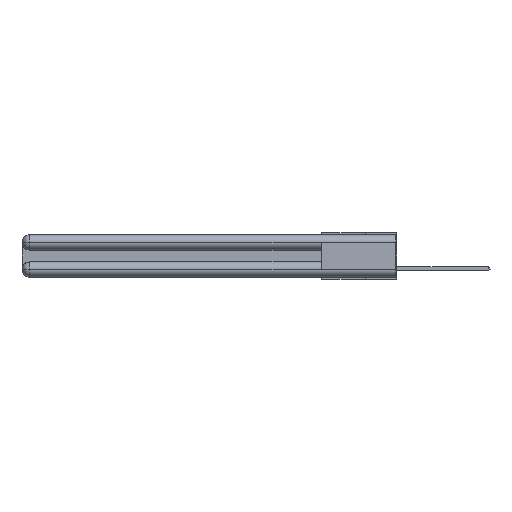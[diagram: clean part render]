
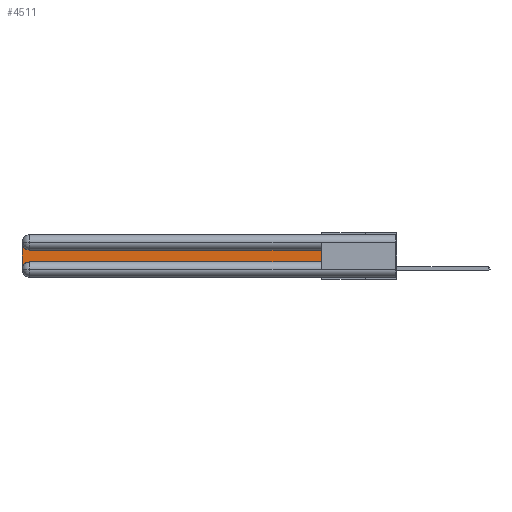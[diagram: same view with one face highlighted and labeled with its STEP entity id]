
A CAD part, left-side view. The second image highlights one B-rep face of the part: STEP entity #4511.
In plain terms, the highlighted planar face has unit normal (-1, 0, 0).
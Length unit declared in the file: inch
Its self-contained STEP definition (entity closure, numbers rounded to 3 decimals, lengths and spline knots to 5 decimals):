
#635 = CIRCLE ( 'NONE', #12214, 0.06 ) ;
#1214 = EDGE_CURVE ( 'NONE', #13532, #28895, #13275, .T. ) ;
#3202 = AXIS2_PLACEMENT_3D ( 'NONE', #9924, #10028, #4861 ) ;
#3434 = DIRECTION ( 'NONE',  ( 1., 0., 0. ) ) ;
#3636 = EDGE_CURVE ( 'NONE', #12393, #13532, #21167, .T. ) ;
#3872 = CIRCLE ( 'NONE', #24202, 0.06 ) ;
#4356 = EDGE_CURVE ( 'NONE', #11035, #4538, #24774, .T. ) ;
#4511 = ADVANCED_FACE ( 'NONE', ( #8200 ), #6792, .F. ) ;
#4538 = VERTEX_POINT ( 'NONE', #9717 ) ;
#4713 = EDGE_LOOP ( 'NONE', ( #11555, #11474, #9861, #11006, #25607, #18354 ) ) ;
#4861 = DIRECTION ( 'NONE',  ( 0., 0., -1. ) ) ;
#5335 = CARTESIAN_POINT ( 'NONE',  ( 0.075, 0.6, -0.1225 ) ) ;
#5624 = VECTOR ( 'NONE', #21330, 39.37008 ) ;
#5926 = LINE ( 'NONE', #5335, #17198 ) ;
#6792 = PLANE ( 'NONE',  #3202 ) ;
#7208 = CARTESIAN_POINT ( 'NONE',  ( 0.075, 0.6, -0.2175 ) ) ;
#8200 = FACE_OUTER_BOUND ( 'NONE', #4713, .T. ) ;
#9659 = CARTESIAN_POINT ( 'NONE',  ( 0.075, 2.94, -0.2175 ) ) ;
#9717 = CARTESIAN_POINT ( 'NONE',  ( 0.075, 3., -0.2775 ) ) ;
#9861 = ORIENTED_EDGE ( 'NONE', *, *, #4356, .T. ) ;
#9924 = CARTESIAN_POINT ( 'NONE',  ( 0.075, 3., -0.1225 ) ) ;
#10028 = DIRECTION ( 'NONE',  ( 1., 0., 0. ) ) ;
#10072 = DIRECTION ( 'NONE',  ( 0., 1., 0. ) ) ;
#10941 = CARTESIAN_POINT ( 'NONE',  ( 0.075, 0.6, -0.2175 ) ) ;
#11006 = ORIENTED_EDGE ( 'NONE', *, *, #14055, .T. ) ;
#11035 = VERTEX_POINT ( 'NONE', #18808 ) ;
#11474 = ORIENTED_EDGE ( 'NONE', *, *, #11783, .T. ) ;
#11555 = ORIENTED_EDGE ( 'NONE', *, *, #27260, .T. ) ;
#11783 = EDGE_CURVE ( 'NONE', #20626, #11035, #635, .T. ) ;
#12158 = CARTESIAN_POINT ( 'NONE',  ( 0.075, 0.6, -0.1225 ) ) ;
#12214 = AXIS2_PLACEMENT_3D ( 'NONE', #15245, #3434, #22427 ) ;
#12393 = VERTEX_POINT ( 'NONE', #9659 ) ;
#12702 = VECTOR ( 'NONE', #22927, 39.37008 ) ;
#13275 = LINE ( 'NONE', #28585, #17826 ) ;
#13532 = VERTEX_POINT ( 'NONE', #10941 ) ;
#14055 = EDGE_CURVE ( 'NONE', #4538, #12393, #3872, .T. ) ;
#14941 = CARTESIAN_POINT ( 'NONE',  ( 0.075, 2.94, -0.1225 ) ) ;
#15245 = CARTESIAN_POINT ( 'NONE',  ( 0.075, 2.94, -0.0625 ) ) ;
#17198 = VECTOR ( 'NONE', #10072, 39.37008 ) ;
#17826 = VECTOR ( 'NONE', #21341, 39.37008 ) ;
#18354 = ORIENTED_EDGE ( 'NONE', *, *, #1214, .T. ) ;
#18808 = CARTESIAN_POINT ( 'NONE',  ( 0.075, 3., -0.0625 ) ) ;
#20626 = VERTEX_POINT ( 'NONE', #14941 ) ;
#21167 = LINE ( 'NONE', #7208, #5624 ) ;
#21330 = DIRECTION ( 'NONE',  ( 0., -1., 0. ) ) ;
#21341 = DIRECTION ( 'NONE',  ( 0., 0., 1. ) ) ;
#22427 = DIRECTION ( 'NONE',  ( 0., 0., -1. ) ) ;
#22927 = DIRECTION ( 'NONE',  ( 0., 0., -1. ) ) ;
#23669 = CARTESIAN_POINT ( 'NONE',  ( 0.075, 2.94, -0.2775 ) ) ;
#24202 = AXIS2_PLACEMENT_3D ( 'NONE', #23669, #25952, #26150 ) ;
#24774 = LINE ( 'NONE', #27131, #12702 ) ;
#25607 = ORIENTED_EDGE ( 'NONE', *, *, #3636, .T. ) ;
#25952 = DIRECTION ( 'NONE',  ( 1., 0., 0. ) ) ;
#26150 = DIRECTION ( 'NONE',  ( 0., 0., -1. ) ) ;
#27131 = CARTESIAN_POINT ( 'NONE',  ( 0.075, 3., -0.2175 ) ) ;
#27260 = EDGE_CURVE ( 'NONE', #28895, #20626, #5926, .T. ) ;
#28585 = CARTESIAN_POINT ( 'NONE',  ( 0.075, 0.6, -0.2175 ) ) ;
#28895 = VERTEX_POINT ( 'NONE', #12158 ) ;
